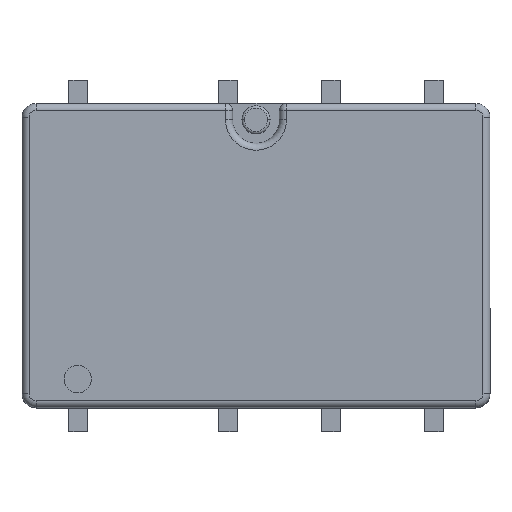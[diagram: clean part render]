
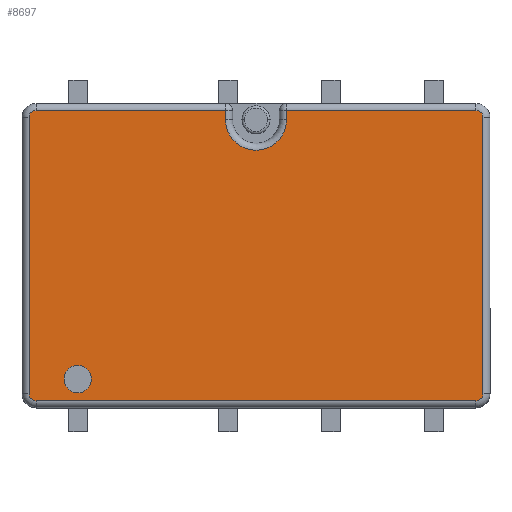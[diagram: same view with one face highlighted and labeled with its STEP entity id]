
A CAD part, top view. The second image highlights one B-rep face of the part: STEP entity #8697.
In plain terms, the highlighted planar face has unit normal (0, 0, 1).
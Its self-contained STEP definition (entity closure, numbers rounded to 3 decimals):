
#65 = VERTEX_POINT ( 'NONE', #7455 ) ;
#343 = VECTOR ( 'NONE', #16386, 1000. ) ;
#388 = AXIS2_PLACEMENT_3D ( 'NONE', #2378, #3795, #17258 ) ;
#404 = DIRECTION ( 'NONE',  ( -1., 0., 0. ) ) ;
#746 = ORIENTED_EDGE ( 'NONE', *, *, #3720, .T. ) ;
#1331 = VERTEX_POINT ( 'NONE', #9254 ) ;
#1662 = CARTESIAN_POINT ( 'NONE',  ( 0.65, 2.9, 5.4 ) ) ;
#1681 = ORIENTED_EDGE ( 'NONE', *, *, #16678, .T. ) ;
#1704 = DIRECTION ( 'NONE',  ( 0., 0., 1. ) ) ;
#1827 = AXIS2_PLACEMENT_3D ( 'NONE', #8734, #12565, #15153 ) ;
#2081 = FACE_OUTER_BOUND ( 'NONE', #13475, .T. ) ;
#2095 = AXIS2_PLACEMENT_3D ( 'NONE', #12601, #16420, #4430 ) ;
#2378 = CARTESIAN_POINT ( 'NONE',  ( 4.7, -2.95, 5.4 ) ) ;
#2478 = DIRECTION ( 'NONE',  ( 0., 1., 0. ) ) ;
#2726 = ORIENTED_EDGE ( 'NONE', *, *, #8944, .F. ) ;
#2852 = AXIS2_PLACEMENT_3D ( 'NONE', #9574, #9498, #5618 ) ;
#2864 = CARTESIAN_POINT ( 'NONE',  ( -0.65, 3.1, 5.4 ) ) ;
#2869 = CARTESIAN_POINT ( 'NONE',  ( -0.65, 2.9, 5.4 ) ) ;
#3016 = EDGE_CURVE ( 'NONE', #15133, #3623, #13663, .T. ) ;
#3059 = DIRECTION ( 'NONE',  ( 0., -1., 0. ) ) ;
#3082 = FACE_BOUND ( 'NONE', #8956, .T. ) ;
#3371 = VERTEX_POINT ( 'NONE', #2864 ) ;
#3418 = DIRECTION ( 'NONE',  ( 0., 0., 1. ) ) ;
#3493 = VECTOR ( 'NONE', #12677, 1000. ) ;
#3623 = VERTEX_POINT ( 'NONE', #9505 ) ;
#3720 = EDGE_CURVE ( 'NONE', #4040, #3371, #17174, .T. ) ;
#3725 = ORIENTED_EDGE ( 'NONE', *, *, #6320, .T. ) ;
#3795 = DIRECTION ( 'NONE',  ( 0., 0., 1. ) ) ;
#3858 = VERTEX_POINT ( 'NONE', #11253 ) ;
#4040 = VERTEX_POINT ( 'NONE', #2869 ) ;
#4307 = LINE ( 'NONE', #15165, #343 ) ;
#4430 = DIRECTION ( 'NONE',  ( 1., 0., 0. ) ) ;
#4580 = ORIENTED_EDGE ( 'NONE', *, *, #11446, .F. ) ;
#4848 = LINE ( 'NONE', #7290, #9917 ) ;
#5099 = CARTESIAN_POINT ( 'NONE',  ( -0.65, 3.1, 5.4 ) ) ;
#5197 = ORIENTED_EDGE ( 'NONE', *, *, #12329, .T. ) ;
#5593 = VECTOR ( 'NONE', #404, 1000. ) ;
#5618 = DIRECTION ( 'NONE',  ( 1., 0., 0. ) ) ;
#5849 = DIRECTION ( 'NONE',  ( 0., 0., 1. ) ) ;
#6014 = CARTESIAN_POINT ( 'NONE',  ( 4.7, 3.1, 5.4 ) ) ;
#6320 = EDGE_CURVE ( 'NONE', #16709, #10343, #15555, .T. ) ;
#6383 = VERTEX_POINT ( 'NONE', #6014 ) ;
#6625 = ORIENTED_EDGE ( 'NONE', *, *, #11684, .T. ) ;
#6767 = EDGE_CURVE ( 'NONE', #3623, #4040, #7306, .T. ) ;
#6832 = CIRCLE ( 'NONE', #14692, 0.15 ) ;
#6994 = CARTESIAN_POINT ( 'NONE',  ( 0., 3.1, 5.4 ) ) ;
#7005 = EDGE_CURVE ( 'NONE', #11742, #14413, #7853, .T. ) ;
#7065 = CARTESIAN_POINT ( 'NONE',  ( -4.7, -2.95, 5.4 ) ) ;
#7073 = ORIENTED_EDGE ( 'NONE', *, *, #8174, .T. ) ;
#7290 = CARTESIAN_POINT ( 'NONE',  ( 4.7, -3.1, 5.4 ) ) ;
#7306 = CIRCLE ( 'NONE', #2852, 0.65 ) ;
#7455 = CARTESIAN_POINT ( 'NONE',  ( -4.102, -2.64, 5.4 ) ) ;
#7504 = DIRECTION ( 'NONE',  ( 1., 0., 0. ) ) ;
#7853 = CIRCLE ( 'NONE', #388, 0.15 ) ;
#8124 = LINE ( 'NONE', #6994, #5593 ) ;
#8154 = EDGE_CURVE ( 'NONE', #8375, #16709, #10846, .T. ) ;
#8174 = EDGE_CURVE ( 'NONE', #10343, #11742, #4848, .T. ) ;
#8236 = VECTOR ( 'NONE', #3059, 1000. ) ;
#8375 = VERTEX_POINT ( 'NONE', #10180 ) ;
#8466 = AXIS2_PLACEMENT_3D ( 'NONE', #16619, #1704, #14831 ) ;
#8695 = DIRECTION ( 'NONE',  ( 1., 0., 0. ) ) ;
#8697 = ADVANCED_FACE ( 'NONE', ( #3082, #2081 ), #15234, .T. ) ;
#8734 = CARTESIAN_POINT ( 'NONE',  ( 0., 0., 5.4 ) ) ;
#8944 = EDGE_CURVE ( 'NONE', #65, #9099, #11637, .T. ) ;
#8956 = EDGE_LOOP ( 'NONE', ( #4580, #2726 ) ) ;
#9080 = CARTESIAN_POINT ( 'NONE',  ( 4.7, 2.95, 5.4 ) ) ;
#9099 = VERTEX_POINT ( 'NONE', #9406 ) ;
#9254 = CARTESIAN_POINT ( 'NONE',  ( 4.85, 2.95, 5.4 ) ) ;
#9406 = CARTESIAN_POINT ( 'NONE',  ( -3.516, -2.64, 5.4 ) ) ;
#9494 = ORIENTED_EDGE ( 'NONE', *, *, #3016, .T. ) ;
#9498 = DIRECTION ( 'NONE',  ( 0., 0., -1. ) ) ;
#9505 = CARTESIAN_POINT ( 'NONE',  ( 0.65, 2.9, 5.4 ) ) ;
#9574 = CARTESIAN_POINT ( 'NONE',  ( 0., 2.9, 5.4 ) ) ;
#9603 = CARTESIAN_POINT ( 'NONE',  ( 0., 3.1, 5.4 ) ) ;
#9917 = VECTOR ( 'NONE', #8695, 1000. ) ;
#9945 = CIRCLE ( 'NONE', #11077, 0.293 ) ;
#10074 = CARTESIAN_POINT ( 'NONE',  ( -3.809, -2.64, 5.4 ) ) ;
#10149 = DIRECTION ( 'NONE',  ( 0., 0., 1. ) ) ;
#10180 = CARTESIAN_POINT ( 'NONE',  ( -4.85, 2.95, 5.4 ) ) ;
#10343 = VERTEX_POINT ( 'NONE', #15335 ) ;
#10846 = LINE ( 'NONE', #16152, #3493 ) ;
#10992 = ORIENTED_EDGE ( 'NONE', *, *, #11473, .T. ) ;
#11074 = CARTESIAN_POINT ( 'NONE',  ( -4.85, -2.95, 5.4 ) ) ;
#11077 = AXIS2_PLACEMENT_3D ( 'NONE', #10074, #3418, #7504 ) ;
#11253 = CARTESIAN_POINT ( 'NONE',  ( -4.7, 3.1, 5.4 ) ) ;
#11446 = EDGE_CURVE ( 'NONE', #9099, #65, #9945, .T. ) ;
#11473 = EDGE_CURVE ( 'NONE', #1331, #6383, #6832, .T. ) ;
#11637 = CIRCLE ( 'NONE', #2095, 0.293 ) ;
#11684 = EDGE_CURVE ( 'NONE', #3371, #3858, #13812, .T. ) ;
#11742 = VERTEX_POINT ( 'NONE', #16843 ) ;
#12329 = EDGE_CURVE ( 'NONE', #3858, #8375, #16844, .T. ) ;
#12565 = DIRECTION ( 'NONE',  ( 0., 0., 1. ) ) ;
#12601 = CARTESIAN_POINT ( 'NONE',  ( -3.809, -2.64, 5.4 ) ) ;
#12677 = DIRECTION ( 'NONE',  ( 0., -1., 0. ) ) ;
#13214 = VECTOR ( 'NONE', #14949, 1000. ) ;
#13256 = ORIENTED_EDGE ( 'NONE', *, *, #6767, .T. ) ;
#13422 = ORIENTED_EDGE ( 'NONE', *, *, #7005, .T. ) ;
#13475 = EDGE_LOOP ( 'NONE', ( #13553, #9494, #13256, #746, #6625, #5197, #13754, #3725, #7073, #13422, #1681, #10992 ) ) ;
#13553 = ORIENTED_EDGE ( 'NONE', *, *, #16999, .T. ) ;
#13663 = LINE ( 'NONE', #1662, #8236 ) ;
#13754 = ORIENTED_EDGE ( 'NONE', *, *, #8154, .T. ) ;
#13812 = LINE ( 'NONE', #9603, #13214 ) ;
#13825 = DIRECTION ( 'NONE',  ( 1., 0., 0. ) ) ;
#14147 = VECTOR ( 'NONE', #2478, 1000. ) ;
#14413 = VERTEX_POINT ( 'NONE', #15521 ) ;
#14692 = AXIS2_PLACEMENT_3D ( 'NONE', #9080, #10149, #16708 ) ;
#14831 = DIRECTION ( 'NONE',  ( 1., 0., 0. ) ) ;
#14949 = DIRECTION ( 'NONE',  ( -1., 0., 0. ) ) ;
#15133 = VERTEX_POINT ( 'NONE', #16432 ) ;
#15153 = DIRECTION ( 'NONE',  ( 1., 0., 0. ) ) ;
#15165 = CARTESIAN_POINT ( 'NONE',  ( 4.85, 0., 5.4 ) ) ;
#15234 = PLANE ( 'NONE',  #1827 ) ;
#15335 = CARTESIAN_POINT ( 'NONE',  ( -4.7, -3.1, 5.4 ) ) ;
#15521 = CARTESIAN_POINT ( 'NONE',  ( 4.85, -2.95, 5.4 ) ) ;
#15555 = CIRCLE ( 'NONE', #15836, 0.15 ) ;
#15836 = AXIS2_PLACEMENT_3D ( 'NONE', #7065, #5849, #13825 ) ;
#16152 = CARTESIAN_POINT ( 'NONE',  ( -4.85, -2.95, 5.4 ) ) ;
#16386 = DIRECTION ( 'NONE',  ( 0., 1., 0. ) ) ;
#16420 = DIRECTION ( 'NONE',  ( 0., 0., 1. ) ) ;
#16432 = CARTESIAN_POINT ( 'NONE',  ( 0.65, 3.1, 5.4 ) ) ;
#16619 = CARTESIAN_POINT ( 'NONE',  ( -4.7, 2.95, 5.4 ) ) ;
#16678 = EDGE_CURVE ( 'NONE', #14413, #1331, #4307, .T. ) ;
#16708 = DIRECTION ( 'NONE',  ( 1., 0., 0. ) ) ;
#16709 = VERTEX_POINT ( 'NONE', #11074 ) ;
#16843 = CARTESIAN_POINT ( 'NONE',  ( 4.7, -3.1, 5.4 ) ) ;
#16844 = CIRCLE ( 'NONE', #8466, 0.15 ) ;
#16999 = EDGE_CURVE ( 'NONE', #6383, #15133, #8124, .T. ) ;
#17174 = LINE ( 'NONE', #5099, #14147 ) ;
#17258 = DIRECTION ( 'NONE',  ( 1., 0., 0. ) ) ;
